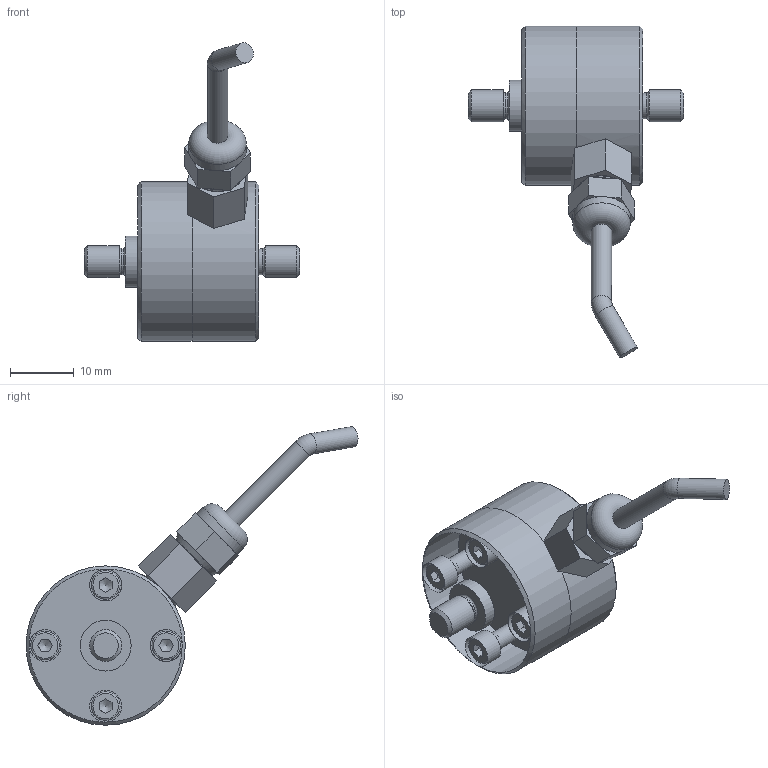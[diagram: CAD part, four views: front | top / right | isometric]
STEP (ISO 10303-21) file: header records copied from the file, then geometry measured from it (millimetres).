
FILE_DESCRIPTION( ( 'Unknown' ), '1' );
FILE_NAME( 'K1563-100-500N.stp', 'Unknown', ( 'Unknown' ), ( 'Unknown' ), 'PSStep 17.0.49', 'Unknown', ' ' );
FILE_SCHEMA( ( 'AUTOMOTIVE_DESIGN { 1 0 10303 214 1 1 1 1 }' ) );
Length unit declared in the file: millimetre
Products named in the file (6): Assem1; 2139-020_doc-00005054; 2139-021_doc-00005057; Zylinderschraube DIN 912-M2,5x0x10; skindicht-mini m6x1_doc-00006679; 1465-Messkabel 45°_DOC-00067308
Assembly tree (8 placements, depth 2):
  Assem1
    2139-020_doc-00005054
    2139-021_doc-00005057
    Zylinderschraube DIN 912-M2,5x0x10  x4
    skindicht-mini m6x1_doc-00006679
    1465-Messkabel 45°_DOC-00067308
Bounding box: 33.8 x 52.08 x 46.83 mm (x, y, z)
Volume: 10608.2 mm3; surface area: 6159.6 mm2
Topology: 8 solids, 9 shells, 185 faces, 395 edges, 247 vertices
Faces by surface type: plane 89, cylinder 51, cone 34, torus 11
Full cylindrical faces by diameter (mm): 1.948 x4, 2.013 x4, 2.5 x8, 2.9 x4, 3.2 x3, 4.1 x2, 4.5 x4, 5 x6, 7.5 x1, 8 x2, 9.026 x1, 25 x2
Entity records: 4090 total; most frequent: CARTESIAN_POINT 579, DIRECTION 578, ORIENTED_EDGE 398, AXIS2_PLACEMENT_3D 249, EDGE_LOOP 202, EDGE_CURVE 199, FACE_OUTER_BOUND 165, VERTEX_POINT 150
